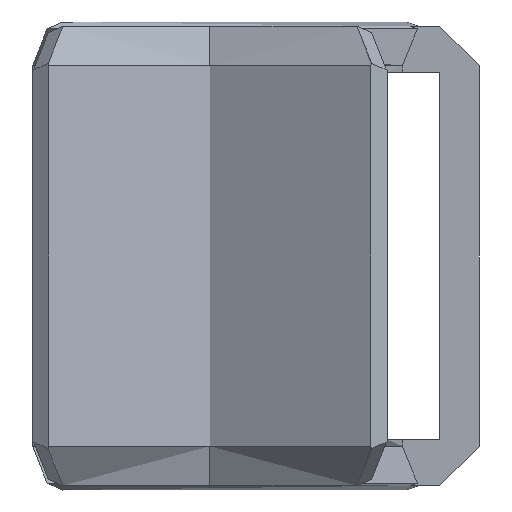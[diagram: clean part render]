
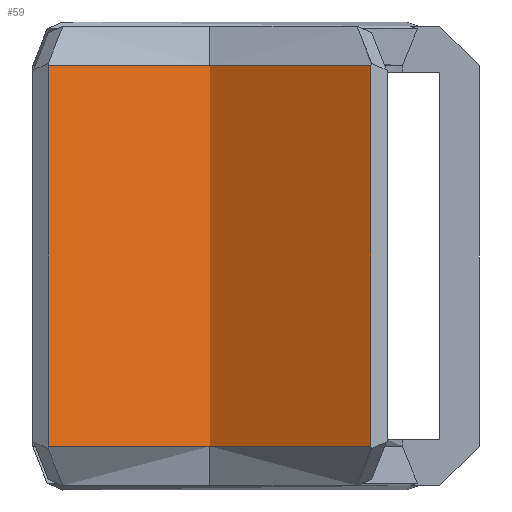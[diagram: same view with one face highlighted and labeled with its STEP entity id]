
A CAD part, front view. The second image highlights one B-rep face of the part: STEP entity #59.
In plain terms, the highlighted free-form (B-spline) face has degree [1, 2] with [2, 9] control points.
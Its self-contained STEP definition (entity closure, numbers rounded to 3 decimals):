
#59=ADVANCED_FACE('',(#115),#872,.T.);
#115=FACE_OUTER_BOUND('',#173,.T.);
#173=EDGE_LOOP('',(#357,#358,#359,#360,#361,#362));
#357=ORIENTED_EDGE('',*,*,#561,.F.);
#358=ORIENTED_EDGE('',*,*,#562,.F.);
#359=ORIENTED_EDGE('',*,*,#559,.T.);
#360=ORIENTED_EDGE('',*,*,#563,.F.);
#361=ORIENTED_EDGE('',*,*,#564,.F.);
#362=ORIENTED_EDGE('',*,*,#560,.F.);
#559=EDGE_CURVE('',#813,#812,#673,.T.);
#560=EDGE_CURVE('',#814,#815,#674,.T.);
#561=EDGE_CURVE('',#816,#814,#742,.T.);
#562=EDGE_CURVE('',#813,#816,#743,.T.);
#563=EDGE_CURVE('',#817,#812,#744,.T.);
#564=EDGE_CURVE('',#815,#817,#745,.T.);
#673=B_SPLINE_CURVE_WITH_KNOTS('',1,(#2460,#2461),.UNSPECIFIED.,.F.,.F.,
(2,2),(-29.,0.),.UNSPECIFIED.);
#674=B_SPLINE_CURVE_WITH_KNOTS('',1,(#2462,#2463),.UNSPECIFIED.,.F.,.F.,
(2,2),(-29.,0.),.UNSPECIFIED.);
#742=(
BOUNDED_CURVE()
B_SPLINE_CURVE(2,(#2464,#2465,#2466),.UNSPECIFIED.,.F.,.F.)
B_SPLINE_CURVE_WITH_KNOTS((3,3),(0.,14.374),.UNSPECIFIED.)
CURVE()
GEOMETRIC_REPRESENTATION_ITEM()
RATIONAL_B_SPLINE_CURVE((1.,0.887,1.))
REPRESENTATION_ITEM('')
);
#743=(
BOUNDED_CURVE()
B_SPLINE_CURVE(2,(#2467,#2468,#2469),.UNSPECIFIED.,.F.,.F.)
B_SPLINE_CURVE_WITH_KNOTS((3,3),(0.,14.374),.UNSPECIFIED.)
CURVE()
GEOMETRIC_REPRESENTATION_ITEM()
RATIONAL_B_SPLINE_CURVE((1.,0.887,1.))
REPRESENTATION_ITEM('')
);
#744=(
BOUNDED_CURVE()
B_SPLINE_CURVE(2,(#2470,#2471,#2472),.UNSPECIFIED.,.F.,.F.)
B_SPLINE_CURVE_WITH_KNOTS((3,3),(-14.374,0.),.UNSPECIFIED.)
CURVE()
GEOMETRIC_REPRESENTATION_ITEM()
RATIONAL_B_SPLINE_CURVE((1.,0.887,1.))
REPRESENTATION_ITEM('')
);
#745=(
BOUNDED_CURVE()
B_SPLINE_CURVE(2,(#2473,#2474,#2475),.UNSPECIFIED.,.F.,.F.)
B_SPLINE_CURVE_WITH_KNOTS((3,3),(-14.374,0.),.UNSPECIFIED.)
CURVE()
GEOMETRIC_REPRESENTATION_ITEM()
RATIONAL_B_SPLINE_CURVE((1.,0.887,1.))
REPRESENTATION_ITEM('')
);
#812=VERTEX_POINT('',#2420);
#813=VERTEX_POINT('',#2421);
#814=VERTEX_POINT('',#2422);
#815=VERTEX_POINT('',#2423);
#816=VERTEX_POINT('',#2424);
#817=VERTEX_POINT('',#2425);
#872=(
BOUNDED_SURFACE()
B_SPLINE_SURFACE(1,2,((#1964,#1965,#1966,#1967,#1968,#1969,#1970,#1971,
#1972),(#1973,#1974,#1975,#1976,#1977,#1978,#1979,#1980,#1981)),
 .UNSPECIFIED.,.F.,.F.,.F.)
B_SPLINE_SURFACE_WITH_KNOTS((2,2),(3,2,2,2,3),(0.,34.802),(0.,1.571,
3.142,4.712,6.283),.UNSPECIFIED.)
GEOMETRIC_REPRESENTATION_ITEM()
RATIONAL_B_SPLINE_SURFACE(((1.,0.707,1.,0.707,1.,
0.707,1.,0.707,1.),(1.,0.707,1.,0.707,
1.,0.707,1.,0.707,1.)))
REPRESENTATION_ITEM('')
SURFACE()
);
#1964=CARTESIAN_POINT('',(15.,-16.092,-34.901));
#1965=CARTESIAN_POINT('',(15.,-1.092,-34.901));
#1966=CARTESIAN_POINT('',(0.,-1.092,-34.901));
#1967=CARTESIAN_POINT('',(-15.,-1.092,-34.901));
#1968=CARTESIAN_POINT('',(-15.,-16.092,-34.901));
#1969=CARTESIAN_POINT('',(-15.,-31.092,-34.901));
#1970=CARTESIAN_POINT('',(0.,-31.092,-34.901));
#1971=CARTESIAN_POINT('',(15.,-31.092,-34.901));
#1972=CARTESIAN_POINT('',(15.,-16.092,-34.901));
#1973=CARTESIAN_POINT('',(15.,-16.092,-0.099));
#1974=CARTESIAN_POINT('',(15.,-1.092,-0.099));
#1975=CARTESIAN_POINT('',(0.,-1.092,-0.099));
#1976=CARTESIAN_POINT('',(-15.,-1.092,-0.099));
#1977=CARTESIAN_POINT('',(-15.,-16.092,-0.099));
#1978=CARTESIAN_POINT('',(-15.,-31.092,-0.099));
#1979=CARTESIAN_POINT('',(0.,-31.092,-0.099));
#1980=CARTESIAN_POINT('',(15.,-31.092,-0.099));
#1981=CARTESIAN_POINT('',(15.,-16.092,-0.099));
#2420=CARTESIAN_POINT('',(12.273,-7.468,-3.));
#2421=CARTESIAN_POINT('',(12.273,-7.468,-32.));
#2422=CARTESIAN_POINT('',(-12.273,-7.468,-32.));
#2423=CARTESIAN_POINT('',(-12.273,-7.468,-3.));
#2424=CARTESIAN_POINT('',(0.,-1.092,-32.));
#2425=CARTESIAN_POINT('',(0.,-1.092,-3.));
#2460=CARTESIAN_POINT('',(12.273,-7.468,-32.));
#2461=CARTESIAN_POINT('',(12.273,-7.468,-3.));
#2462=CARTESIAN_POINT('',(-12.273,-7.468,-32.));
#2463=CARTESIAN_POINT('',(-12.273,-7.468,-3.));
#2464=CARTESIAN_POINT('',(0.,-1.092,-32.));
#2465=CARTESIAN_POINT('',(-7.792,-1.092,-32.));
#2466=CARTESIAN_POINT('',(-12.273,-7.468,-32.));
#2467=CARTESIAN_POINT('',(12.273,-7.468,-32.));
#2468=CARTESIAN_POINT('',(7.792,-1.092,-32.));
#2469=CARTESIAN_POINT('',(0.,-1.092,-32.));
#2470=CARTESIAN_POINT('',(0.,-1.092,-3.));
#2471=CARTESIAN_POINT('',(7.792,-1.092,-3.));
#2472=CARTESIAN_POINT('',(12.273,-7.468,-3.));
#2473=CARTESIAN_POINT('',(-12.273,-7.468,-3.));
#2474=CARTESIAN_POINT('',(-7.792,-1.092,-3.));
#2475=CARTESIAN_POINT('',(0.,-1.092,-3.));
